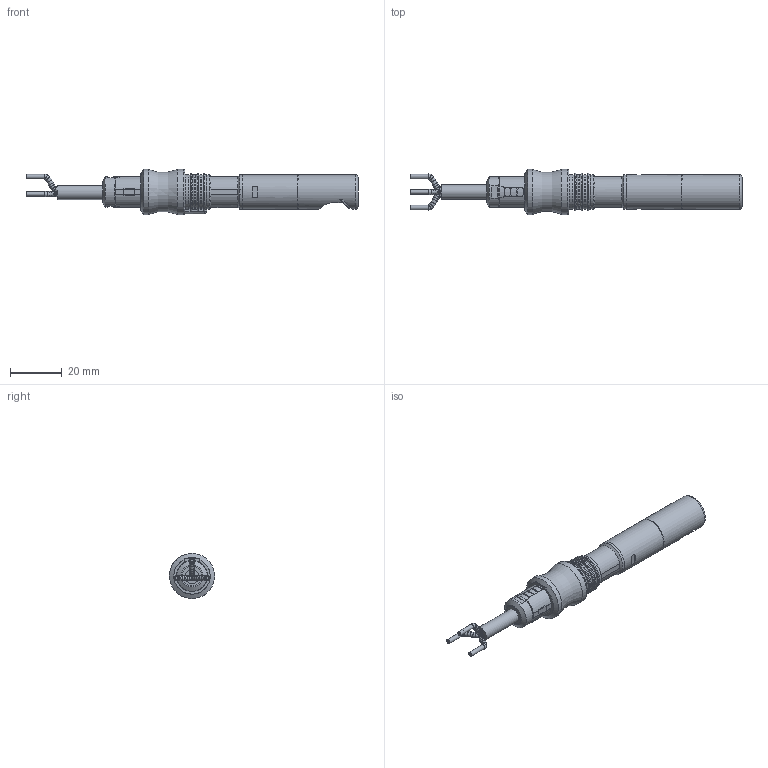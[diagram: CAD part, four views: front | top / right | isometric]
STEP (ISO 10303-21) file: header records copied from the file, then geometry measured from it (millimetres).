
FILE_DESCRIPTION(/* description */ (''),/* implementation_level */ '2;1');
FILE_NAME(/* name */ 'A5W00028726A_001.stp',/* time_stamp */ '2021-03-11T07:12:43+01:00',/* author */ (''),/* organization */ (''),/* preprocessor_version */ 'ST-DEVELOPER v16.7',/* originating_system */ 'SIEMENS PLM Software NX 12.0',/* authorisation */ '');
FILE_SCHEMA (('AUTOMOTIVE_DESIGN { 1 0 10303 214 3 1 1 1 }'));
Length unit declared in the file: millimetre
Products named in the file (16): 448895050_DES_001_BEARBEITET; 442195150_DES_002; RAS-009467_DES_001; 448895000_DES_001; 448495100_DES_002; 440862070_CAD_DES_001; 448895030_DES_001; 448495280_DES_001; 448495450_DES_001; 448495050_DES_001; 448495040_DES_001; 448495440_DES_001; 448495160_DES_001; 466897800_DES_001; RAS-007958_DES_001; A5W00028726A_001
Assembly tree (17 placements, depth 4):
  A5W00028726A_001
    RAS-007958_DES_001
      448495160_DES_001
      466897800_DES_001
        RAS-009467_DES_001
        442195150_DES_002
        448895050_DES_001_BEARBEITET
      448495440_DES_001
      448495040_DES_001
      448495050_DES_001
      448495450_DES_001
      448495280_DES_001
      448895030_DES_001
      440862070_CAD_DES_001  x3
      448495100_DES_002
      448895000_DES_001
Bounding box: 128.5 x 17.5 x 17.5 mm (x, y, z)
Volume: 24028.2 mm3; surface area: 23650.5 mm2
Topology: 26 solids, 27 shells, 833 faces, 2077 edges, 1319 vertices
Faces by surface type: plane 396, cylinder 168, torus 157, cone 81, bspline 19, sphere 8, extrusion 4
Full cylindrical faces by diameter (mm): 0.43 x4, 0.89 x1, 1 x11, 1.12 x3, 1.72 x6, 2 x4, 5.45 x2, 8.33 x1, 8.45 x1, 9.1 x1, 9.9 x1, 10.65 x4, 11.9 x2, 13.2 x2, 13.5 x5, 17.5 x4
Entity records: 30033 total; most frequent: CARTESIAN_POINT 7232, DIRECTION 3803, ORIENTED_EDGE 3552, EDGE_CURVE 1776, AXIS2_PLACEMENT_3D 1523, VERTEX_POINT 1247, EDGE_LOOP 1112, ADVANCED_FACE 825
